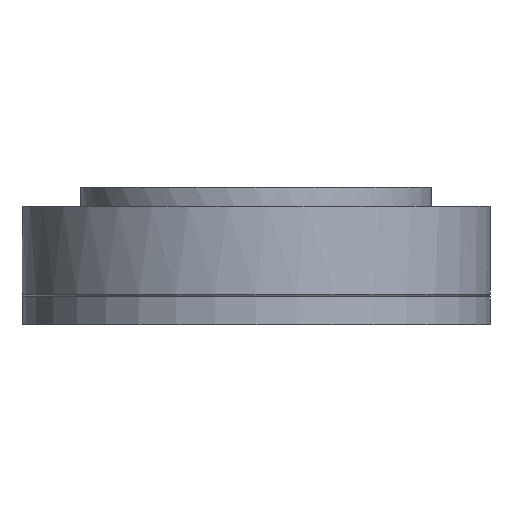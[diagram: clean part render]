
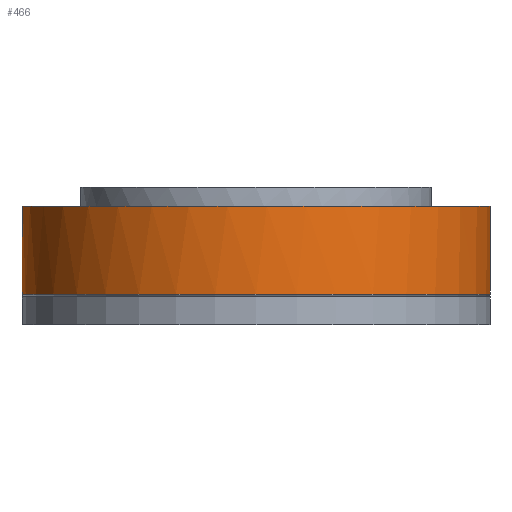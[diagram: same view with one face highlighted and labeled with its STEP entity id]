
A CAD part, front view. The second image highlights one B-rep face of the part: STEP entity #466.
In plain terms, the highlighted cylindrical face has radius 8 mm (diameter 16 mm), a full revolution.
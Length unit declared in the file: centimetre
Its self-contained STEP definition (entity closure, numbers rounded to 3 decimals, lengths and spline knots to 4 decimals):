
#123=VECTOR('',#574,1.);
#127=VECTOR('',#579,1.);
#146=LINE('',#682,#123);
#150=LINE('',#689,#127);
#189=VERTEX_POINT('',#673);
#190=VERTEX_POINT('',#675);
#193=VERTEX_POINT('',#681);
#194=VERTEX_POINT('',#686);
#201=VERTEX_POINT('',#710);
#213=CIRCLE('',#493,0.8);
#215=CIRCLE('',#498,0.8);
#221=CIRCLE('',#510,0.8);
#250=EDGE_CURVE('',#190,#189,#213,.T.);
#254=EDGE_CURVE('',#189,#193,#146,.T.);
#258=EDGE_CURVE('',#190,#194,#150,.T.);
#260=EDGE_CURVE('',#193,#194,#215,.T.);
#266=EDGE_CURVE('',#201,#201,#221,.T.);
#343=ORIENTED_EDGE('',*,*,#250,.T.);
#344=ORIENTED_EDGE('',*,*,#254,.T.);
#345=ORIENTED_EDGE('',*,*,#260,.T.);
#346=ORIENTED_EDGE('',*,*,#258,.F.);
#347=ORIENTED_EDGE('',*,*,#266,.F.);
#395=EDGE_LOOP('',(#343,#344,#345,#346));
#396=EDGE_LOOP('',(#347));
#437=FACE_BOUND('',#395,.T.);
#438=FACE_BOUND('',#396,.T.);
#466=ADVANCED_FACE('',(#437,#438),#722,.T.);
#493=AXIS2_PLACEMENT_3D('',#674,#569,#570);
#498=AXIS2_PLACEMENT_3D('',#692,#583,#584);
#510=AXIS2_PLACEMENT_3D('',#709,#603,#604);
#511=AXIS2_PLACEMENT_3D('',#711,#605,#606);
#569=DIRECTION('',(0.,0.,-1.));
#570=DIRECTION('',(0.8,0.,0.));
#574=DIRECTION('',(0.,0.,1.));
#579=DIRECTION('',(0.,0.,1.));
#583=DIRECTION('',(0.,0.,-1.));
#584=DIRECTION('',(0.8,0.,0.));
#603=DIRECTION('',(0.,0.,-1.));
#604=DIRECTION('',(-0.8,0.,0.));
#605=DIRECTION('',(0.,0.,1.));
#606=DIRECTION('',(0.8,0.,0.));
#673=CARTESIAN_POINT('',(0.6667,0.4422,0.3));
#674=CARTESIAN_POINT('',(0.,0.,0.3));
#675=CARTESIAN_POINT('',(-0.6667,0.4422,0.3));
#681=CARTESIAN_POINT('',(0.6667,0.4422,0.31));
#682=CARTESIAN_POINT('',(0.6667,0.4422,0.3));
#686=CARTESIAN_POINT('',(-0.6667,0.4422,0.31));
#689=CARTESIAN_POINT('',(-0.6667,0.4422,0.3));
#692=CARTESIAN_POINT('',(0.,0.,0.31));
#709=CARTESIAN_POINT('',(0.,0.,0.01));
#710=CARTESIAN_POINT('',(0.8,0.,0.01));
#711=CARTESIAN_POINT('',(0.,0.,0.));
#722=CYLINDRICAL_SURFACE('',#511,0.8);
